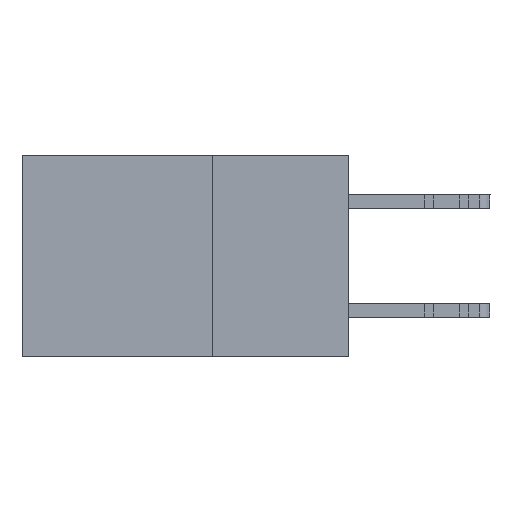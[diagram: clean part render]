
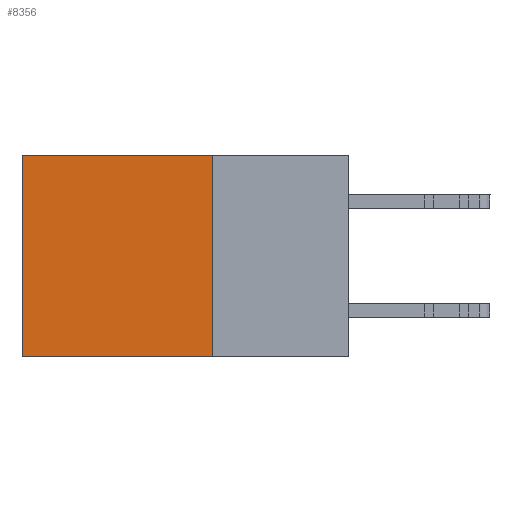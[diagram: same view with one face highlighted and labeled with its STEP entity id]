
A CAD part, left-side view. The second image highlights one B-rep face of the part: STEP entity #8356.
In plain terms, the highlighted planar face has unit normal (-1, 0, 0).
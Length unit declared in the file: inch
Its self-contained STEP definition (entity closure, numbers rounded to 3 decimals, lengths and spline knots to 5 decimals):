
#1800 = CARTESIAN_POINT ( 'NONE',  ( 0.298, 0.25, -0.37 ) ) ;
#2926 = LINE ( 'NONE', #12718, #14184 ) ;
#3275 = DIRECTION ( 'NONE',  ( 1., 0., 0. ) ) ;
#3624 = VECTOR ( 'NONE', #28243, 39.37008 ) ;
#4586 = CARTESIAN_POINT ( 'NONE',  ( 0.298, 0.25, 0. ) ) ;
#4818 = CARTESIAN_POINT ( 'NONE',  ( 0.298, 0.6, -0.37 ) ) ;
#5721 = DIRECTION ( 'NONE',  ( 0., 0., -1. ) ) ;
#6938 = AXIS2_PLACEMENT_3D ( 'NONE', #27725, #3275, #27242 ) ;
#8356 = ADVANCED_FACE ( 'NONE', ( #29976 ), #10346, .F. ) ;
#8427 = LINE ( 'NONE', #28065, #21089 ) ;
#8781 = EDGE_CURVE ( 'NONE', #26017, #13602, #2926, .T. ) ;
#10346 = PLANE ( 'NONE',  #6938 ) ;
#10566 = CARTESIAN_POINT ( 'NONE',  ( 0.298, 0.25, -0.37 ) ) ;
#10695 = ORIENTED_EDGE ( 'NONE', *, *, #23482, .F. ) ;
#11024 = LINE ( 'NONE', #30648, #3624 ) ;
#12718 = CARTESIAN_POINT ( 'NONE',  ( 0.298, 0.25, 0. ) ) ;
#13602 = VERTEX_POINT ( 'NONE', #30154 ) ;
#14184 = VECTOR ( 'NONE', #29624, 39.37008 ) ;
#14238 = VERTEX_POINT ( 'NONE', #10566 ) ;
#17737 = VECTOR ( 'NONE', #18356, 39.37008 ) ;
#18334 = ORIENTED_EDGE ( 'NONE', *, *, #30466, .T. ) ;
#18356 = DIRECTION ( 'NONE',  ( 0., 1., 0. ) ) ;
#19432 = EDGE_CURVE ( 'NONE', #14238, #29583, #30906, .T. ) ;
#21089 = VECTOR ( 'NONE', #5721, 39.37008 ) ;
#23016 = EDGE_LOOP ( 'NONE', ( #18334, #23396, #10695, #28858 ) ) ;
#23396 = ORIENTED_EDGE ( 'NONE', *, *, #19432, .F. ) ;
#23482 = EDGE_CURVE ( 'NONE', #26017, #14238, #8427, .T. ) ;
#26017 = VERTEX_POINT ( 'NONE', #4586 ) ;
#27242 = DIRECTION ( 'NONE',  ( 0., 0., -1. ) ) ;
#27725 = CARTESIAN_POINT ( 'NONE',  ( 0.298, 0.25, 0. ) ) ;
#28065 = CARTESIAN_POINT ( 'NONE',  ( 0.298, 0.25, 0. ) ) ;
#28243 = DIRECTION ( 'NONE',  ( 0., 0., -1. ) ) ;
#28858 = ORIENTED_EDGE ( 'NONE', *, *, #8781, .T. ) ;
#29583 = VERTEX_POINT ( 'NONE', #4818 ) ;
#29624 = DIRECTION ( 'NONE',  ( 0., 1., 0. ) ) ;
#29976 = FACE_OUTER_BOUND ( 'NONE', #23016, .T. ) ;
#30154 = CARTESIAN_POINT ( 'NONE',  ( 0.298, 0.6, 0. ) ) ;
#30466 = EDGE_CURVE ( 'NONE', #13602, #29583, #11024, .T. ) ;
#30648 = CARTESIAN_POINT ( 'NONE',  ( 0.298, 0.6, 0. ) ) ;
#30906 = LINE ( 'NONE', #1800, #17737 ) ;
